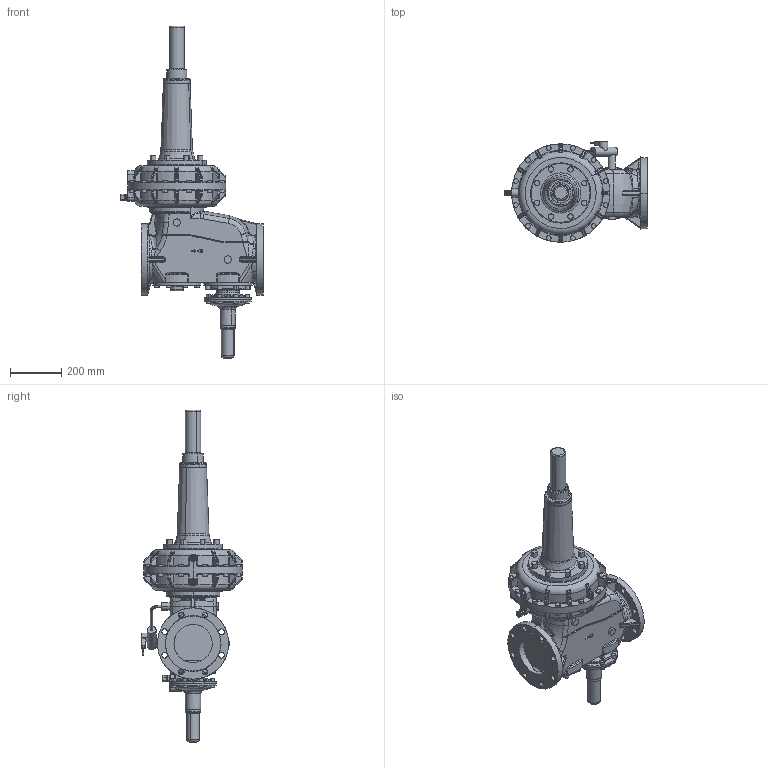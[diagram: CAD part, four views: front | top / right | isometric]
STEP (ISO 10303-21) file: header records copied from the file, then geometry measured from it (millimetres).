
FILE_DESCRIPTION(('CATIA V5 STEP Exchange'),'2;1');
FILE_NAME('RS250 DN150 385 HDS ANSI.stp','2023-04-28T08:11:59+00:00',('none'),('none'),'CATIA Version 5-6 Release 2018 SP2','CATIA V5 STEP AP203','none');
FILE_SCHEMA(('CONFIG_CONTROL_DESIGN'));
Products named in the file (1): Product1
Assembly tree (3 placements, depth 2):
  Product1
    #57
    #95564
    #96424
Bounding box: 560.3 x 393.5 x 1301 mm (x, y, z)
Volume: 44969837.2 mm3; surface area: 1551093.7 mm2
Topology: 4 solids, 34 shells, 2193 faces, 5314 edges, 3179 vertices
Faces by surface type: cylinder 864, plane 374, torus 364, bspline 340, cone 137, sphere 58, revolution 52, extrusion 4
Entity records: 98539 total; most frequent: CARTESIAN_POINT 55262, ORIENTED_EDGE 10394, DIRECTION 5910, EDGE_CURVE 5197, AXIS2_PLACEMENT_3D 3320, VERTEX_POINT 3179, EDGE_LOOP 2346, ADVANCED_FACE 2193
